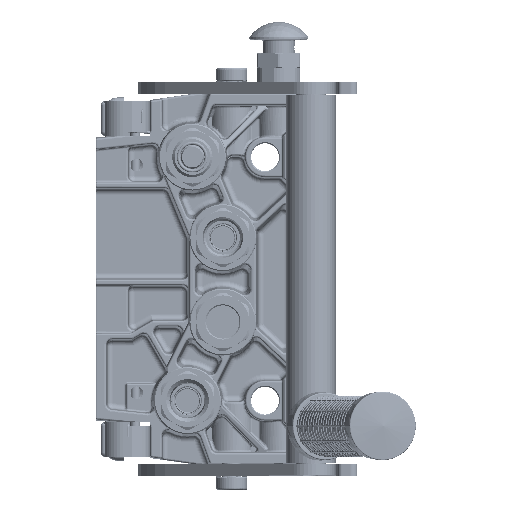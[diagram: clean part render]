
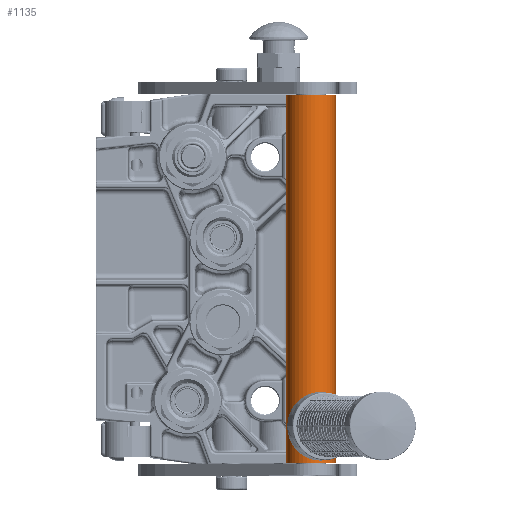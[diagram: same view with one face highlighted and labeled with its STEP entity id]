
A CAD part, top view. The second image highlights one B-rep face of the part: STEP entity #1135.
In plain terms, the highlighted cylindrical face has radius 12.5 mm (diameter 25 mm), a partial arc.
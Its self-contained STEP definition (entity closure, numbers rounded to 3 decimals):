
#1135 = ADVANCED_FACE ( 'NONE', ( #259947 ), #80249, .T. ) ;
#11240 = DIRECTION ( 'NONE',  ( -1., 0., 0. ) ) ;
#11861 = LINE ( 'NONE', #210857, #243875 ) ;
#24463 = CIRCLE ( 'NONE', #216381, 12.5 ) ;
#29611 = DIRECTION ( 'NONE',  ( 0., 0., -1. ) ) ;
#30583 = ORIENTED_EDGE ( 'NONE', *, *, #152096, .F. ) ;
#30952 = CIRCLE ( 'NONE', #141749, 12.5 ) ;
#45077 = CARTESIAN_POINT ( 'NONE',  ( 4.5, 0., -12.5 ) ) ;
#56787 = DIRECTION ( 'NONE',  ( 0., 0., -1. ) ) ;
#67711 = EDGE_CURVE ( 'NONE', #207859, #154878, #24463, .T. ) ;
#69318 = DIRECTION ( 'NONE',  ( 0., 0., 1. ) ) ;
#78847 = CARTESIAN_POINT ( 'NONE',  ( 4.5, 0., 0. ) ) ;
#80249 = CYLINDRICAL_SURFACE ( 'NONE', #92426, 12.5 ) ;
#92426 = AXIS2_PLACEMENT_3D ( 'NONE', #212701, #117393, #69318 ) ;
#92703 = EDGE_CURVE ( 'NONE', #247671, #161872, #30952, .T. ) ;
#93261 = LINE ( 'NONE', #132484, #201932 ) ;
#102825 = DIRECTION ( 'NONE',  ( 1., 0., 0. ) ) ;
#104151 = ORIENTED_EDGE ( 'NONE', *, *, #67711, .F. ) ;
#113453 = DIRECTION ( 'NONE',  ( -1., 0., 0. ) ) ;
#117393 = DIRECTION ( 'NONE',  ( -1., 0., 0. ) ) ;
#132484 = CARTESIAN_POINT ( 'NONE',  ( 192., 0., 12.5 ) ) ;
#141749 = AXIS2_PLACEMENT_3D ( 'NONE', #78847, #102825, #56787 ) ;
#145411 = CARTESIAN_POINT ( 'NONE',  ( 192., 0., -12.5 ) ) ;
#150793 = CARTESIAN_POINT ( 'NONE',  ( 192., 0., 0. ) ) ;
#152096 = EDGE_CURVE ( 'NONE', #154878, #161872, #93261, .T. ) ;
#154878 = VERTEX_POINT ( 'NONE', #292370 ) ;
#161872 = VERTEX_POINT ( 'NONE', #239696 ) ;
#195091 = EDGE_LOOP ( 'NONE', ( #291043, #30583, #104151, #252292 ) ) ;
#201932 = VECTOR ( 'NONE', #11240, 1000. ) ;
#207859 = VERTEX_POINT ( 'NONE', #145411 ) ;
#210857 = CARTESIAN_POINT ( 'NONE',  ( 192., 0., -12.5 ) ) ;
#212701 = CARTESIAN_POINT ( 'NONE',  ( -9.825, 0., 0. ) ) ;
#216381 = AXIS2_PLACEMENT_3D ( 'NONE', #150793, #269984, #29611 ) ;
#239696 = CARTESIAN_POINT ( 'NONE',  ( 4.5, 0., 12.5 ) ) ;
#243875 = VECTOR ( 'NONE', #113453, 1000. ) ;
#247671 = VERTEX_POINT ( 'NONE', #45077 ) ;
#252292 = ORIENTED_EDGE ( 'NONE', *, *, #307340, .T. ) ;
#259947 = FACE_OUTER_BOUND ( 'NONE', #195091, .T. ) ;
#269984 = DIRECTION ( 'NONE',  ( 1., 0., 0. ) ) ;
#291043 = ORIENTED_EDGE ( 'NONE', *, *, #92703, .T. ) ;
#292370 = CARTESIAN_POINT ( 'NONE',  ( 192., 0., 12.5 ) ) ;
#307340 = EDGE_CURVE ( 'NONE', #207859, #247671, #11861, .T. ) ;
